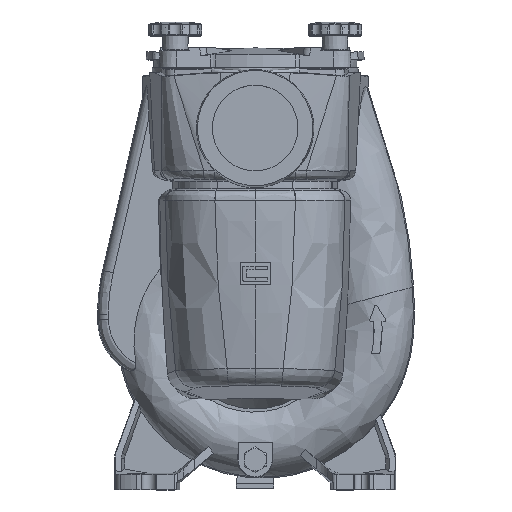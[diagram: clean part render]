
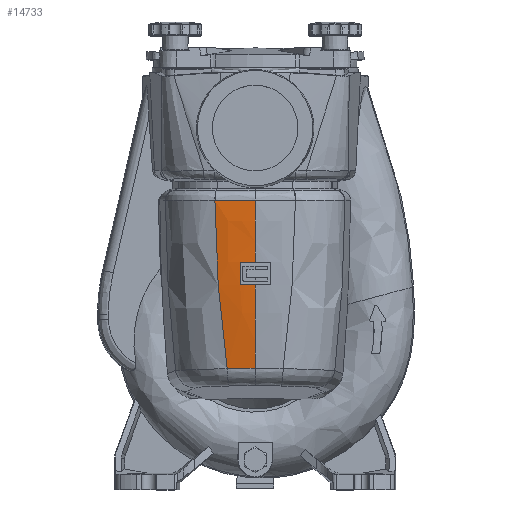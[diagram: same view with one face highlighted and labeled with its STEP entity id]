
A CAD part, top view. The second image highlights one B-rep face of the part: STEP entity #14733.
In plain terms, the highlighted toroidal (fillet/blend) face has major radius 1110 mm and minor radius 1350 mm.
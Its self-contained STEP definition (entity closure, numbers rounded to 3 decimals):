
#341 = VERTEX_POINT ( 'NONE', #97291 ) ;
#2487 = CARTESIAN_POINT ( 'NONE',  ( -20.93, -39.524, 285.247 ) ) ;
#5205 = VERTEX_POINT ( 'NONE', #50033 ) ;
#5253 = AXIS2_PLACEMENT_3D ( 'NONE', #17720, #55836, #93942 ) ;
#6293 = ORIENTED_EDGE ( 'NONE', *, *, #47307, .F. ) ;
#6456 = CARTESIAN_POINT ( 'NONE',  ( 0., 43.75, 57.5 ) ) ;
#6905 = VERTEX_POINT ( 'NONE', #63564 ) ;
#10003 = ORIENTED_EDGE ( 'NONE', *, *, #83453, .F. ) ;
#11363 = CIRCLE ( 'NONE', #37333, 238.248 ) ;
#11475 = CARTESIAN_POINT ( 'NONE',  ( -39.891, 127.959, 294.143 ) ) ;
#11852 = VERTEX_POINT ( 'NONE', #79251 ) ;
#13140 = ORIENTED_EDGE ( 'NONE', *, *, #99251, .F. ) ;
#13930 = CARTESIAN_POINT ( 'NONE',  ( -39.928, 127.959, 294.137 ) ) ;
#14733 = ADVANCED_FACE ( 'NONE', ( #121393 ), #51144, .T. ) ;
#15183 = DIRECTION ( 'NONE',  ( 0., 0., -1. ) ) ;
#17625 = CARTESIAN_POINT ( 'NONE',  ( -40.037, 113.927, 294.046 ) ) ;
#17720 = CARTESIAN_POINT ( 'NONE',  ( 0., 135., 57.5 ) ) ;
#18737 = CARTESIAN_POINT ( 'NONE',  ( 0., -39.478, 286.177 ) ) ;
#21458 = CARTESIAN_POINT ( 'NONE',  ( -40.079, 127.959, 294.111 ) ) ;
#22080 = CARTESIAN_POINT ( 'NONE',  ( -40.044, 127.959, 294.117 ) ) ;
#23100 = CARTESIAN_POINT ( 'NONE',  ( -15., 51.246, 294.446 ) ) ;
#26443 = B_SPLINE_CURVE_WITH_KNOTS ( 'NONE', 3,
 ( #113782, #114383, #115616, #28825, #103193, #48798, #36998, #76884, #28223, #37613, #17625, #55738 ),
 .UNSPECIFIED., .F., .F.,
 ( 4, 2, 2, 2, 2, 4 ),
 ( 0., 0.125, 0.25, 0.5, 0.75, 1. ),
 .UNSPECIFIED. ) ;
#27425 = CARTESIAN_POINT ( 'NONE',  ( 0., 135., -1052.5 ) ) ;
#28223 = CARTESIAN_POINT ( 'NONE',  ( -38.627, 71.864, 292.948 ) ) ;
#28825 = CARTESIAN_POINT ( 'NONE',  ( -31.509, -11.856, 287.359 ) ) ;
#31849 = CARTESIAN_POINT ( 'NONE',  ( -15., 66.25, 295.276 ) ) ;
#31925 = ORIENTED_EDGE ( 'NONE', *, *, #84062, .F. ) ;
#33337 = DIRECTION ( 'NONE',  ( 0., 1., 0. ) ) ;
#34283 = CARTESIAN_POINT ( 'NONE',  ( -36.598, 127.958, 294.698 ) ) ;
#34921 = DIRECTION ( 'NONE',  ( 1., 0., 0. ) ) ;
#36998 = CARTESIAN_POINT ( 'NONE',  ( -35.806, 29.908, 290.746 ) ) ;
#37333 = AXIS2_PLACEMENT_3D ( 'NONE', #39480, #77553, #65717 ) ;
#37613 = CARTESIAN_POINT ( 'NONE',  ( -39.723, 99.897, 293.802 ) ) ;
#39342 = CARTESIAN_POINT ( 'NONE',  ( -2.328, -39.478, 286.177 ) ) ;
#39480 = CARTESIAN_POINT ( 'NONE',  ( 0., 66.25, 57.5 ) ) ;
#41855 = CARTESIAN_POINT ( 'NONE',  ( -15., 43.75, 293.937 ) ) ;
#43057 = CARTESIAN_POINT ( 'NONE',  ( -39.891, 127.959, 294.143 ) ) ;
#43813 = EDGE_CURVE ( 'NONE', #11852, #114235, #11363, .T. ) ;
#46413 = AXIS2_PLACEMENT_3D ( 'NONE', #69079, #80328, #50370 ) ;
#47307 = EDGE_CURVE ( 'NONE', #99282, #341, #26443, .T. ) ;
#47568 = CARTESIAN_POINT ( 'NONE',  ( -15., 66.25, 295.276 ) ) ;
#47780 = CARTESIAN_POINT ( 'NONE',  ( 0., 43.75, 294.413 ) ) ;
#48798 = CARTESIAN_POINT ( 'NONE',  ( -34.551, 15.958, 289.762 ) ) ;
#49587 = CARTESIAN_POINT ( 'NONE',  ( -40.115, 127.959, 294.105 ) ) ;
#50033 = CARTESIAN_POINT ( 'NONE',  ( 0., 127.952, 297.482 ) ) ;
#50370 = DIRECTION ( 'NONE',  ( 0., 0., -1. ) ) ;
#51144 = TOROIDAL_SURFACE ( 'NONE', #5253, -1110., 1350. ) ;
#52155 = EDGE_CURVE ( 'NONE', #84624, #118107, #57580, .T. ) ;
#52409 = B_SPLINE_CURVE_WITH_KNOTS ( 'NONE', 3,
 ( #43057, #34283, #61155, #99896, #71742, #89906, #119233 ),
 .UNSPECIFIED., .F., .F.,
 ( 4, 1, 1, 1, 4 ),
 ( 0., 0.25, 0.5, 0.75, 1. ),
 .UNSPECIFIED. ) ;
#55738 = CARTESIAN_POINT ( 'NONE',  ( -40.115, 127.959, 294.105 ) ) ;
#55836 = DIRECTION ( 'NONE',  ( 0., -1., 0. ) ) ;
#57580 = CIRCLE ( 'NONE', #61495, 236.913 ) ;
#61155 = CARTESIAN_POINT ( 'NONE',  ( -29.988, 127.957, 295.671 ) ) ;
#61495 = AXIS2_PLACEMENT_3D ( 'NONE', #6456, #33337, #15183 ) ;
#61953 = EDGE_CURVE ( 'NONE', #118107, #96650, #65089, .T. ) ;
#62335 = CIRCLE ( 'NONE', #46413, 1350. ) ;
#63564 = CARTESIAN_POINT ( 'NONE',  ( -39.891, 127.959, 294.143 ) ) ;
#64660 = EDGE_CURVE ( 'NONE', #341, #6905, #66507, .T. ) ;
#65089 = CIRCLE ( 'NONE', #79003, 1350. ) ;
#65717 = DIRECTION ( 'NONE',  ( 0., 0., -1. ) ) ;
#66507 = B_SPLINE_CURVE_WITH_KNOTS ( 'NONE', 3,
 ( #49587, #21458, #22080, #106396, #13930, #11475 ),
 .UNSPECIFIED., .F., .F.,
 ( 4, 2, 4 ),
 ( 0., 0.5, 1. ),
 .UNSPECIFIED. ) ;
#69079 = CARTESIAN_POINT ( 'NONE',  ( 0., 135., -1052.5 ) ) ;
#71289 = ORIENTED_EDGE ( 'NONE', *, *, #64660, .F. ) ;
#71585 = EDGE_LOOP ( 'NONE', ( #10003, #13140, #71289, #6293, #31925, #74459, #92705, #104278, #90373 ) ) ;
#71742 = CARTESIAN_POINT ( 'NONE',  ( -10.019, 127.954, 297.342 ) ) ;
#73622 = DIRECTION ( 'NONE',  ( 0., 0., -1. ) ) ;
#74459 = ORIENTED_EDGE ( 'NONE', *, *, #61953, .F. ) ;
#76884 = CARTESIAN_POINT ( 'NONE',  ( -37.844, 57.861, 292.339 ) ) ;
#77209 = EDGE_CURVE ( 'NONE', #114235, #84624, #108276, .T. ) ;
#77413 = CARTESIAN_POINT ( 'NONE',  ( -13.964, -39.498, 285.784 ) ) ;
#77464 = CARTESIAN_POINT ( 'NONE',  ( -15., 58.746, 294.892 ) ) ;
#77553 = DIRECTION ( 'NONE',  ( 0., -1., 0. ) ) ;
#79003 = AXIS2_PLACEMENT_3D ( 'NONE', #27425, #34921, #73622 ) ;
#79251 = CARTESIAN_POINT ( 'NONE',  ( 0., 66.25, 295.748 ) ) ;
#80328 = DIRECTION ( 'NONE',  ( 1., 0., 0. ) ) ;
#83453 = EDGE_CURVE ( 'NONE', #5205, #11852, #62335, .T. ) ;
#84062 = EDGE_CURVE ( 'NONE', #96650, #99282, #122036, .T. ) ;
#84624 = VERTEX_POINT ( 'NONE', #108457 ) ;
#85584 = CARTESIAN_POINT ( 'NONE',  ( -6.985, -39.482, 286.106 ) ) ;
#87434 = CARTESIAN_POINT ( 'NONE',  ( -25.56, -39.548, 284.747 ) ) ;
#87970 = CARTESIAN_POINT ( 'NONE',  ( 0., -39.478, 286.177 ) ) ;
#89906 = CARTESIAN_POINT ( 'NONE',  ( -3.339, 127.953, 297.482 ) ) ;
#90373 = ORIENTED_EDGE ( 'NONE', *, *, #43813, .F. ) ;
#92705 = ORIENTED_EDGE ( 'NONE', *, *, #52155, .F. ) ;
#93942 = DIRECTION ( 'NONE',  ( 0., 0., -1. ) ) ;
#96650 = VERTEX_POINT ( 'NONE', #87970 ) ;
#97291 = CARTESIAN_POINT ( 'NONE',  ( -40.115, 127.959, 294.105 ) ) ;
#99251 = EDGE_CURVE ( 'NONE', #6905, #5205, #52409, .T. ) ;
#99282 = VERTEX_POINT ( 'NONE', #101133 ) ;
#99896 = CARTESIAN_POINT ( 'NONE',  ( -20.021, 127.955, 296.715 ) ) ;
#101133 = CARTESIAN_POINT ( 'NONE',  ( -27.871, -39.562, 284.462 ) ) ;
#103193 = CARTESIAN_POINT ( 'NONE',  ( -32.314, -4.91, 287.996 ) ) ;
#104278 = ORIENTED_EDGE ( 'NONE', *, *, #77209, .F. ) ;
#106396 = CARTESIAN_POINT ( 'NONE',  ( -39.968, 127.959, 294.13 ) ) ;
#108276 = B_SPLINE_CURVE_WITH_KNOTS ( 'NONE', 3,
 ( #31849, #77464, #23100, #41855 ),
 .UNSPECIFIED., .F., .F.,
 ( 4, 4 ),
 ( 0., 1. ),
 .UNSPECIFIED. ) ;
#108457 = CARTESIAN_POINT ( 'NONE',  ( -15., 43.75, 293.937 ) ) ;
#113782 = CARTESIAN_POINT ( 'NONE',  ( -27.871, -39.562, 284.462 ) ) ;
#114235 = VERTEX_POINT ( 'NONE', #47568 ) ;
#114383 = CARTESIAN_POINT ( 'NONE',  ( -28.854, -32.652, 285.248 ) ) ;
#115514 = CARTESIAN_POINT ( 'NONE',  ( -27.871, -39.562, 284.462 ) ) ;
#115616 = CARTESIAN_POINT ( 'NONE',  ( -29.779, -25.727, 285.985 ) ) ;
#118107 = VERTEX_POINT ( 'NONE', #47780 ) ;
#119233 = CARTESIAN_POINT ( 'NONE',  ( 0., 127.952, 297.482 ) ) ;
#121393 = FACE_OUTER_BOUND ( 'NONE', #71585, .T. ) ;
#122036 = B_SPLINE_CURVE_WITH_KNOTS ( 'NONE', 3,
 ( #18737, #39342, #85584, #77413, #2487, #87434, #115514 ),
 .UNSPECIFIED., .F., .F.,
 ( 4, 1, 1, 1, 4 ),
 ( 0., 0.25, 0.5, 0.75, 1. ),
 .UNSPECIFIED. ) ;
